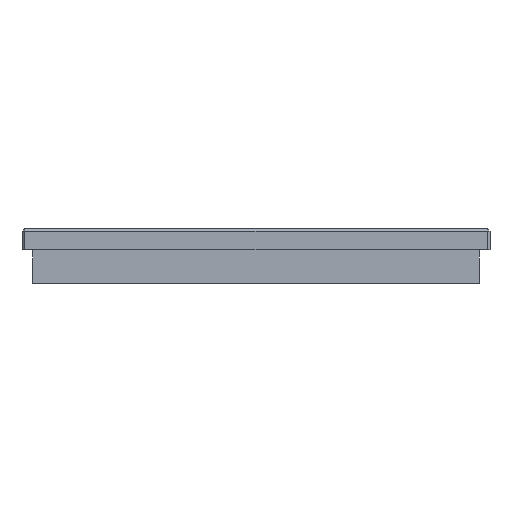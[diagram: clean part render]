
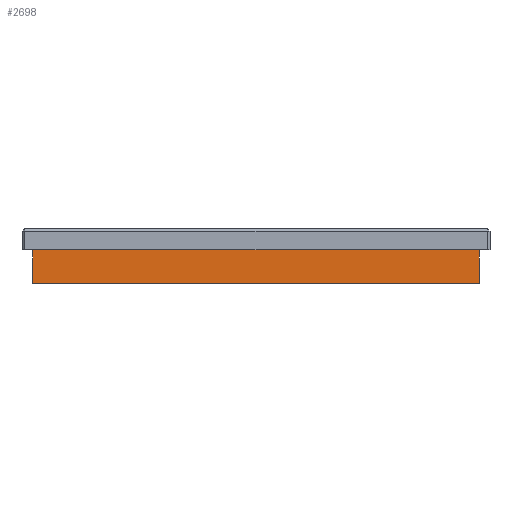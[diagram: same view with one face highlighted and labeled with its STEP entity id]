
A CAD part, front view. The second image highlights one B-rep face of the part: STEP entity #2698.
In plain terms, the highlighted face is planar.
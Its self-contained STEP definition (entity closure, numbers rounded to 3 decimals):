
#218 = DIRECTION ( 'NONE',  ( -1., 0., 0. ) ) ;
#483 = CARTESIAN_POINT ( 'NONE',  ( 85.5, 227.9, -10.297 ) ) ;
#879 = DIRECTION ( 'NONE',  ( 0., 0., 1. ) ) ;
#895 = VECTOR ( 'NONE', #1121, 1000. ) ;
#1121 = DIRECTION ( 'NONE',  ( 1., 0., 0. ) ) ;
#1942 = LINE ( 'NONE', #8135, #7363 ) ;
#2686 = LINE ( 'NONE', #6227, #8442 ) ;
#2698 = ADVANCED_FACE ( 'NONE', ( #8680 ), #9613, .F. ) ;
#2884 = CARTESIAN_POINT ( 'NONE',  ( 1.5, 227.9, -251.778 ) ) ;
#3074 = EDGE_CURVE ( 'NONE', #7540, #9143, #4586, .T. ) ;
#3439 = ORIENTED_EDGE ( 'NONE', *, *, #4170, .F. ) ;
#3854 = AXIS2_PLACEMENT_3D ( 'NONE', #7872, #8911, #879 ) ;
#4095 = ORIENTED_EDGE ( 'NONE', *, *, #5386, .T. ) ;
#4170 = EDGE_CURVE ( 'NONE', #7798, #9143, #2686, .T. ) ;
#4546 = EDGE_CURVE ( 'NONE', #11210, #7540, #6485, .T. ) ;
#4586 = LINE ( 'NONE', #9040, #895 ) ;
#5386 = EDGE_CURVE ( 'NONE', #7798, #11210, #1942, .T. ) ;
#6227 = CARTESIAN_POINT ( 'NONE',  ( 85.5, 227.9, -251.778 ) ) ;
#6485 = LINE ( 'NONE', #2884, #10303 ) ;
#7363 = VECTOR ( 'NONE', #218, 1000. ) ;
#7540 = VERTEX_POINT ( 'NONE', #9399 ) ;
#7798 = VERTEX_POINT ( 'NONE', #483 ) ;
#7872 = CARTESIAN_POINT ( 'NONE',  ( 1.5, 227.9, -251.778 ) ) ;
#8128 = ORIENTED_EDGE ( 'NONE', *, *, #4546, .T. ) ;
#8135 = CARTESIAN_POINT ( 'NONE',  ( 1.5, 227.9, -10.297 ) ) ;
#8166 = DIRECTION ( 'NONE',  ( 0., 0., 1. ) ) ;
#8442 = VECTOR ( 'NONE', #9820, 1000. ) ;
#8680 = FACE_OUTER_BOUND ( 'NONE', #9958, .T. ) ;
#8911 = DIRECTION ( 'NONE',  ( 0., -1., 0. ) ) ;
#9040 = CARTESIAN_POINT ( 'NONE',  ( 1.5, 227.9, -4. ) ) ;
#9143 = VERTEX_POINT ( 'NONE', #9563 ) ;
#9399 = CARTESIAN_POINT ( 'NONE',  ( 1.5, 227.9, -4. ) ) ;
#9563 = CARTESIAN_POINT ( 'NONE',  ( 85.5, 227.9, -4. ) ) ;
#9613 = PLANE ( 'NONE',  #3854 ) ;
#9820 = DIRECTION ( 'NONE',  ( 0., 0., 1. ) ) ;
#9958 = EDGE_LOOP ( 'NONE', ( #3439, #4095, #8128, #11227 ) ) ;
#10303 = VECTOR ( 'NONE', #8166, 1000. ) ;
#11042 = CARTESIAN_POINT ( 'NONE',  ( 1.5, 227.9, -10.297 ) ) ;
#11210 = VERTEX_POINT ( 'NONE', #11042 ) ;
#11227 = ORIENTED_EDGE ( 'NONE', *, *, #3074, .T. ) ;
